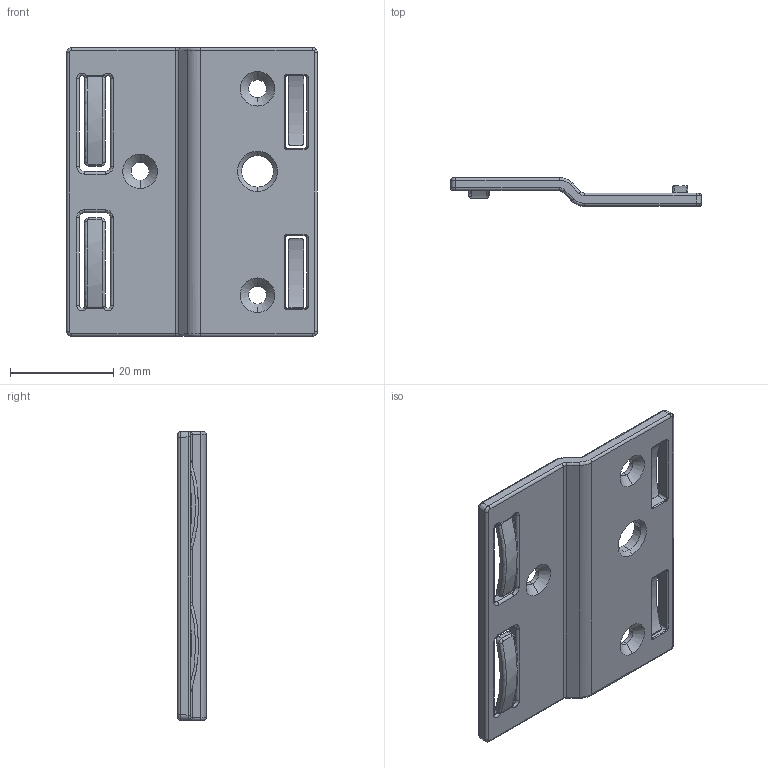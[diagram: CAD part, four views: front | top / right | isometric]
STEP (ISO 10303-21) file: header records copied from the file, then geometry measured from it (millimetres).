
FILE_DESCRIPTION (( 'STEP AP214' ), '1' );
FILE_NAME ('1844_028_rev_05.STEP', '2014-09-17T18:31:31', ( '' ), ( '' ), 'SwSTEP 2.0', 'SolidWorks 2013', '' );
FILE_SCHEMA (( 'AUTOMOTIVE_DESIGN' ));
Length unit declared in the file: millimetre
Products named in the file (1): 1844_028_rev_05
Bounding box: 48.61 x 5.5 x 55.98 mm (x, y, z)
Volume: 6122 mm3; surface area: 6241.5 mm2
Topology: 1 solids, 1 shells, 455 faces, 1137 edges, 700 vertices
Faces by surface type: bspline 192, plane 139, cylinder 108, cone 16
Entity records: 20037 total; most frequent: CARTESIAN_POINT 10727, ORIENTED_EDGE 2258, DIRECTION 1432, EDGE_CURVE 1129, VERTEX_POINT 700, LINE 526, VECTOR 526, EDGE_LOOP 495
